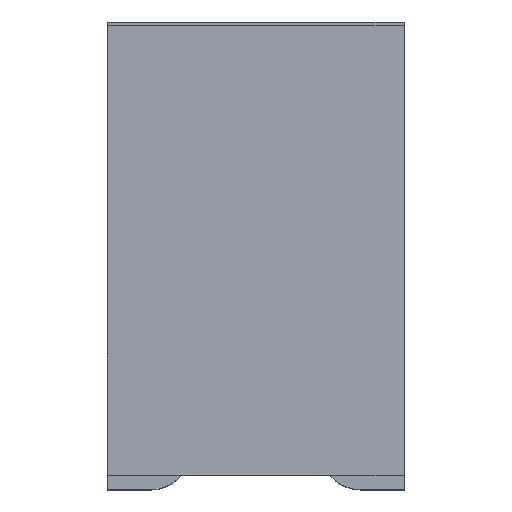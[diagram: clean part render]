
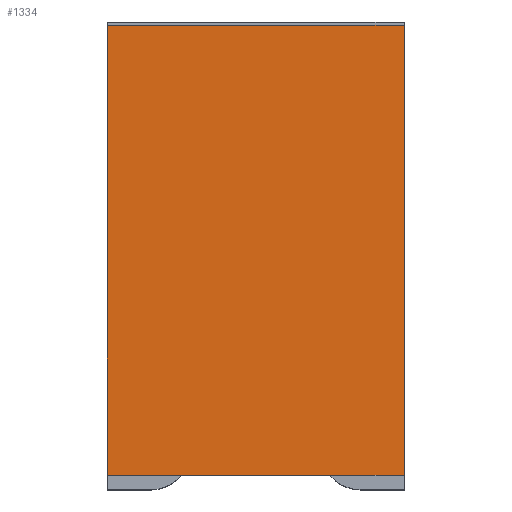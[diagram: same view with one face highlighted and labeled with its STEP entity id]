
A CAD part, top view. The second image highlights one B-rep face of the part: STEP entity #1334.
In plain terms, the highlighted face is planar.
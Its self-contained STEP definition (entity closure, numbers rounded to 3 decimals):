
#38 = DIRECTION ( 'NONE',  ( 1., 0., 0. ) ) ;
#77 = EDGE_LOOP ( 'NONE', ( #1758, #1592, #581, #780 ) ) ;
#184 = CARTESIAN_POINT ( 'NONE',  ( -3.1, -4.7, 0. ) ) ;
#279 = EDGE_CURVE ( 'NONE', #1340, #1370, #1401, .T. ) ;
#287 = CARTESIAN_POINT ( 'NONE',  ( 3.1, -4.7, 0. ) ) ;
#389 = VECTOR ( 'NONE', #1894, 1000. ) ;
#421 = AXIS2_PLACEMENT_3D ( 'NONE', #1996, #1224, #1380 ) ;
#449 = VECTOR ( 'NONE', #510, 1000. ) ;
#510 = DIRECTION ( 'NONE',  ( 0., 1., 0. ) ) ;
#581 = ORIENTED_EDGE ( 'NONE', *, *, #1173, .T. ) ;
#706 = VERTEX_POINT ( 'NONE', #964 ) ;
#722 = LINE ( 'NONE', #1739, #389 ) ;
#738 = CARTESIAN_POINT ( 'NONE',  ( 3.1, 4.7, 0. ) ) ;
#763 = CARTESIAN_POINT ( 'NONE',  ( -3.1, 4.7, 0. ) ) ;
#780 = ORIENTED_EDGE ( 'NONE', *, *, #1071, .T. ) ;
#831 = CARTESIAN_POINT ( 'NONE',  ( -3.1, 4.7, 0. ) ) ;
#894 = FACE_OUTER_BOUND ( 'NONE', #77, .T. ) ;
#910 = PLANE ( 'NONE',  #421 ) ;
#964 = CARTESIAN_POINT ( 'NONE',  ( -3.1, -4.7, 0. ) ) ;
#1063 = VERTEX_POINT ( 'NONE', #287 ) ;
#1071 = EDGE_CURVE ( 'NONE', #1063, #706, #1545, .T. ) ;
#1093 = DIRECTION ( 'NONE',  ( -1., 0., 0. ) ) ;
#1173 = EDGE_CURVE ( 'NONE', #1370, #1063, #722, .T. ) ;
#1182 = VECTOR ( 'NONE', #1093, 1000. ) ;
#1224 = DIRECTION ( 'NONE',  ( 0., 0., -1. ) ) ;
#1334 = ADVANCED_FACE ( 'NONE', ( #894 ), #910, .T. ) ;
#1340 = VERTEX_POINT ( 'NONE', #763 ) ;
#1370 = VERTEX_POINT ( 'NONE', #738 ) ;
#1380 = DIRECTION ( 'NONE',  ( -1., 0., 0. ) ) ;
#1401 = LINE ( 'NONE', #831, #1915 ) ;
#1456 = LINE ( 'NONE', #184, #449 ) ;
#1545 = LINE ( 'NONE', #1866, #1182 ) ;
#1592 = ORIENTED_EDGE ( 'NONE', *, *, #279, .T. ) ;
#1739 = CARTESIAN_POINT ( 'NONE',  ( 3.1, 4.7, 0. ) ) ;
#1758 = ORIENTED_EDGE ( 'NONE', *, *, #1870, .T. ) ;
#1866 = CARTESIAN_POINT ( 'NONE',  ( 3.1, -4.7, 0. ) ) ;
#1870 = EDGE_CURVE ( 'NONE', #706, #1340, #1456, .T. ) ;
#1894 = DIRECTION ( 'NONE',  ( 0., -1., 0. ) ) ;
#1915 = VECTOR ( 'NONE', #38, 1000. ) ;
#1996 = CARTESIAN_POINT ( 'NONE',  ( 0., 0., 0. ) ) ;
